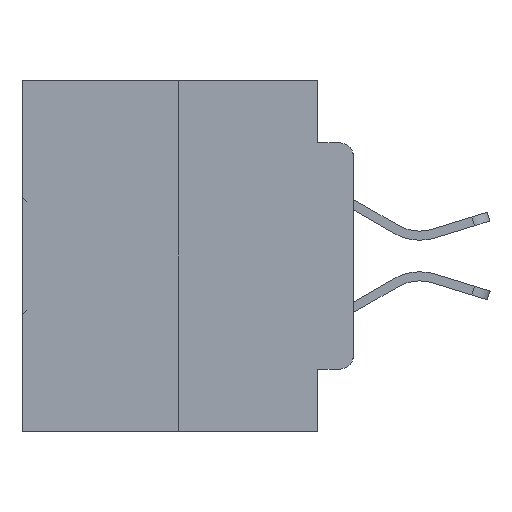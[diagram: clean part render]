
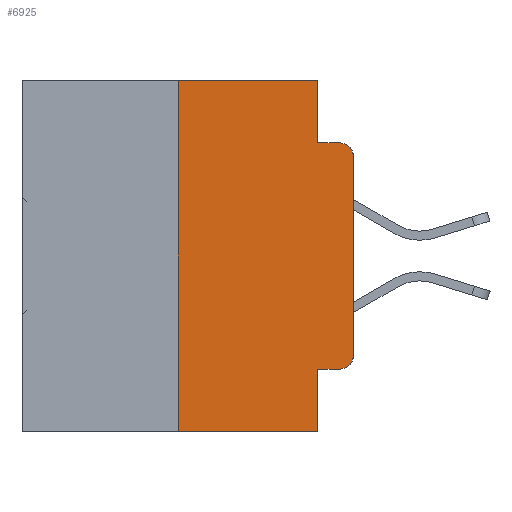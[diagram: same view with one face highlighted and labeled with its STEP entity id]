
A CAD part, left-side view. The second image highlights one B-rep face of the part: STEP entity #6925.
In plain terms, the highlighted planar face has unit normal (-1, 0, 0).
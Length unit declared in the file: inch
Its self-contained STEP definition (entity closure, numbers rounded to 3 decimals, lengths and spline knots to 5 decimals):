
#41 = DIRECTION ( 'NONE',  ( 0., -1., 0. ) ) ;
#776 = CIRCLE ( 'NONE', #26900, 0.02 ) ;
#978 = DIRECTION ( 'NONE',  ( 0., -1., 0. ) ) ;
#1412 = VECTOR ( 'NONE', #978, 39.37008 ) ;
#1877 = VERTEX_POINT ( 'NONE', #2626 ) ;
#2179 = VECTOR ( 'NONE', #17247, 39.37008 ) ;
#2599 = VECTOR ( 'NONE', #29033, 39.37008 ) ;
#2626 = CARTESIAN_POINT ( 'NONE',  ( 0., 0., -0.3915 ) ) ;
#3543 = EDGE_CURVE ( 'NONE', #26338, #24468, #10282, .T. ) ;
#4166 = CARTESIAN_POINT ( 'NONE',  ( 0., 0.25, 0. ) ) ;
#5237 = EDGE_CURVE ( 'NONE', #10525, #24630, #24327, .T. ) ;
#5303 = VERTEX_POINT ( 'NONE', #20379 ) ;
#5513 = EDGE_LOOP ( 'NONE', ( #29097, #12550, #19953, #6754, #19500, #11234, #22865, #33270, #28699, #15019 ) ) ;
#6376 = CARTESIAN_POINT ( 'NONE',  ( 0., 0.051, -0.0885 ) ) ;
#6548 = LINE ( 'NONE', #6376, #30093 ) ;
#6619 = DIRECTION ( 'NONE',  ( 0., 0., -1. ) ) ;
#6754 = ORIENTED_EDGE ( 'NONE', *, *, #12975, .F. ) ;
#6880 = EDGE_CURVE ( 'NONE', #5303, #1877, #776, .T. ) ;
#6925 = ADVANCED_FACE ( 'NONE', ( #30698 ), #23204, .F. ) ;
#8461 = VECTOR ( 'NONE', #22380, 39.37008 ) ;
#10282 = LINE ( 'NONE', #25764, #29010 ) ;
#10525 = VERTEX_POINT ( 'NONE', #16868 ) ;
#11234 = ORIENTED_EDGE ( 'NONE', *, *, #31377, .F. ) ;
#11621 = CARTESIAN_POINT ( 'NONE',  ( 0., 0.051, -0.5 ) ) ;
#11642 = EDGE_CURVE ( 'NONE', #32055, #24468, #28875, .T. ) ;
#12321 = DIRECTION ( 'NONE',  ( 0., 0., -1. ) ) ;
#12550 = ORIENTED_EDGE ( 'NONE', *, *, #30128, .T. ) ;
#12756 = VERTEX_POINT ( 'NONE', #12882 ) ;
#12824 = DIRECTION ( 'NONE',  ( 1., 0., 0. ) ) ;
#12882 = CARTESIAN_POINT ( 'NONE',  ( 0., 0.02, -0.0885 ) ) ;
#12975 = EDGE_CURVE ( 'NONE', #24630, #23063, #21851, .T. ) ;
#13789 = EDGE_CURVE ( 'NONE', #1877, #21793, #21554, .T. ) ;
#13945 = CARTESIAN_POINT ( 'NONE',  ( 0., 0., -0.1085 ) ) ;
#15019 = ORIENTED_EDGE ( 'NONE', *, *, #6880, .T. ) ;
#15351 = CARTESIAN_POINT ( 'NONE',  ( 0., 0.473, 0. ) ) ;
#16868 = CARTESIAN_POINT ( 'NONE',  ( 0., 0.25, 0. ) ) ;
#17247 = DIRECTION ( 'NONE',  ( 0., 0., -1. ) ) ;
#17648 = EDGE_CURVE ( 'NONE', #23063, #12756, #6548, .T. ) ;
#17895 = DIRECTION ( 'NONE',  ( 0., 0., -1. ) ) ;
#18519 = CARTESIAN_POINT ( 'NONE',  ( 0., 0.25, -0.5 ) ) ;
#18708 = AXIS2_PLACEMENT_3D ( 'NONE', #15351, #12824, #17895 ) ;
#19191 = CARTESIAN_POINT ( 'NONE',  ( 0., 0.02, -0.1085 ) ) ;
#19500 = ORIENTED_EDGE ( 'NONE', *, *, #5237, .F. ) ;
#19623 = CARTESIAN_POINT ( 'NONE',  ( 0., 0.02, -0.3915 ) ) ;
#19710 = CARTESIAN_POINT ( 'NONE',  ( 0., 0.473, 0. ) ) ;
#19953 = ORIENTED_EDGE ( 'NONE', *, *, #17648, .F. ) ;
#19993 = LINE ( 'NONE', #4166, #8461 ) ;
#20379 = CARTESIAN_POINT ( 'NONE',  ( 0., 0.02, -0.4115 ) ) ;
#21438 = CARTESIAN_POINT ( 'NONE',  ( 0., 0.051, -0.4115 ) ) ;
#21554 = LINE ( 'NONE', #31623, #28260 ) ;
#21793 = VERTEX_POINT ( 'NONE', #13945 ) ;
#21851 = LINE ( 'NONE', #25102, #2179 ) ;
#22380 = DIRECTION ( 'NONE',  ( 0., 0., 1. ) ) ;
#22853 = LINE ( 'NONE', #25759, #26936 ) ;
#22865 = ORIENTED_EDGE ( 'NONE', *, *, #11642, .T. ) ;
#23063 = VERTEX_POINT ( 'NONE', #28114 ) ;
#23204 = PLANE ( 'NONE',  #18708 ) ;
#23767 = CARTESIAN_POINT ( 'NONE',  ( 0., 0.473, -0.5 ) ) ;
#24327 = LINE ( 'NONE', #19710, #1412 ) ;
#24468 = VERTEX_POINT ( 'NONE', #11621 ) ;
#24577 = DIRECTION ( 'NONE',  ( -1., 0., 0. ) ) ;
#24630 = VERTEX_POINT ( 'NONE', #30687 ) ;
#24931 = DIRECTION ( 'NONE',  ( 0., -1., 0. ) ) ;
#25102 = CARTESIAN_POINT ( 'NONE',  ( 0., 0.051, 0. ) ) ;
#25759 = CARTESIAN_POINT ( 'NONE',  ( 0., 0.051, -0.4115 ) ) ;
#25764 = CARTESIAN_POINT ( 'NONE',  ( 0., 0.051, 0. ) ) ;
#26338 = VERTEX_POINT ( 'NONE', #21438 ) ;
#26900 = AXIS2_PLACEMENT_3D ( 'NONE', #19623, #24577, #30034 ) ;
#26936 = VECTOR ( 'NONE', #41, 39.37008 ) ;
#27575 = AXIS2_PLACEMENT_3D ( 'NONE', #19191, #29945, #6619 ) ;
#28114 = CARTESIAN_POINT ( 'NONE',  ( 0., 0.051, -0.0885 ) ) ;
#28260 = VECTOR ( 'NONE', #32286, 39.37008 ) ;
#28699 = ORIENTED_EDGE ( 'NONE', *, *, #30835, .T. ) ;
#28875 = LINE ( 'NONE', #23767, #2599 ) ;
#29010 = VECTOR ( 'NONE', #12321, 39.37008 ) ;
#29033 = DIRECTION ( 'NONE',  ( 0., -1., 0. ) ) ;
#29097 = ORIENTED_EDGE ( 'NONE', *, *, #13789, .T. ) ;
#29765 = CIRCLE ( 'NONE', #27575, 0.02 ) ;
#29945 = DIRECTION ( 'NONE',  ( -1., 0., 0. ) ) ;
#30034 = DIRECTION ( 'NONE',  ( 0., 0., -1. ) ) ;
#30093 = VECTOR ( 'NONE', #24931, 39.37008 ) ;
#30128 = EDGE_CURVE ( 'NONE', #21793, #12756, #29765, .T. ) ;
#30687 = CARTESIAN_POINT ( 'NONE',  ( 0., 0.051, 0. ) ) ;
#30698 = FACE_OUTER_BOUND ( 'NONE', #5513, .T. ) ;
#30835 = EDGE_CURVE ( 'NONE', #26338, #5303, #22853, .T. ) ;
#31377 = EDGE_CURVE ( 'NONE', #32055, #10525, #19993, .T. ) ;
#31623 = CARTESIAN_POINT ( 'NONE',  ( 0., 0., 0. ) ) ;
#32055 = VERTEX_POINT ( 'NONE', #18519 ) ;
#32286 = DIRECTION ( 'NONE',  ( 0., 0., 1. ) ) ;
#33270 = ORIENTED_EDGE ( 'NONE', *, *, #3543, .F. ) ;
